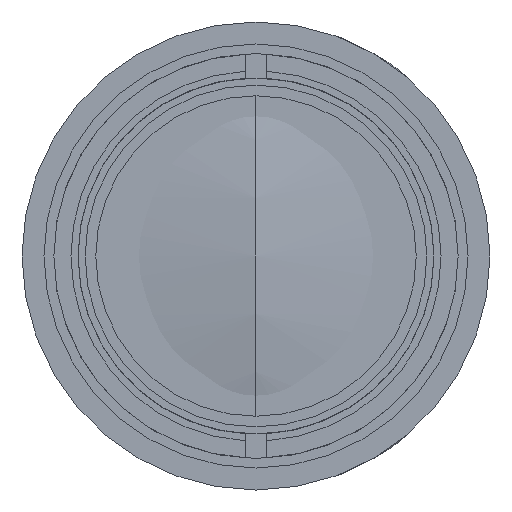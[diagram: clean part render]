
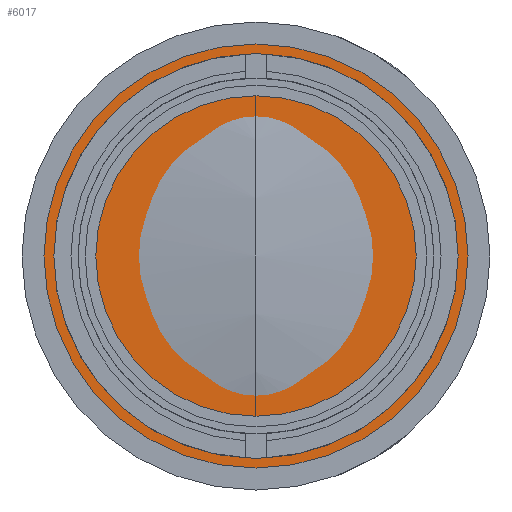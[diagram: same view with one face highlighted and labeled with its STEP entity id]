
A CAD part, left-side view. The second image highlights one B-rep face of the part: STEP entity #6017.
In plain terms, the highlighted planar face has unit normal (-1, 0, 0).
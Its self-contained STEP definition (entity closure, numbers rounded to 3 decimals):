
#569 = EDGE_LOOP ( 'NONE', ( #10143, #18833 ) ) ;
#1086 = CARTESIAN_POINT ( 'NONE',  ( -26.227, 14.95, -48.88 ) ) ;
#5687 = DIRECTION ( 'NONE',  ( 0., 0., 1. ) ) ;
#5927 = FACE_OUTER_BOUND ( 'NONE', #569, .T. ) ;
#6017 = ADVANCED_FACE ( 'NONE', ( #5927 ), #8676, .T. ) ;
#6214 = CARTESIAN_POINT ( 'NONE',  ( -26.227, 0., -48.88 ) ) ;
#6532 = VERTEX_POINT ( 'NONE', #1086 ) ;
#6551 = CARTESIAN_POINT ( 'NONE',  ( -26.227, -14.95, -48.88 ) ) ;
#7705 = CARTESIAN_POINT ( 'NONE',  ( -26.227, 0., -48.88 ) ) ;
#8103 = EDGE_CURVE ( 'NONE', #6532, #10312, #15694, .T. ) ;
#8676 = PLANE ( 'NONE',  #9987 ) ;
#9052 = EDGE_CURVE ( 'NONE', #10312, #6532, #14683, .T. ) ;
#9987 = AXIS2_PLACEMENT_3D ( 'NONE', #13442, #16623, #5687 ) ;
#10143 = ORIENTED_EDGE ( 'NONE', *, *, #8103, .F. ) ;
#10312 = VERTEX_POINT ( 'NONE', #6551 ) ;
#10690 = DIRECTION ( 'NONE',  ( 1., 0., 0. ) ) ;
#11289 = AXIS2_PLACEMENT_3D ( 'NONE', #7705, #10690, #18648 ) ;
#13442 = CARTESIAN_POINT ( 'NONE',  ( -26.227, -15.129, -64.009 ) ) ;
#13900 = DIRECTION ( 'NONE',  ( 1., 0., 0. ) ) ;
#14683 = CIRCLE ( 'NONE', #15578, 14.95 ) ;
#15578 = AXIS2_PLACEMENT_3D ( 'NONE', #6214, #13900, #17290 ) ;
#15694 = CIRCLE ( 'NONE', #11289, 14.95 ) ;
#16623 = DIRECTION ( 'NONE',  ( -1., 0., 0. ) ) ;
#17290 = DIRECTION ( 'NONE',  ( 0., 1., 0. ) ) ;
#18648 = DIRECTION ( 'NONE',  ( 0., 1., 0. ) ) ;
#18833 = ORIENTED_EDGE ( 'NONE', *, *, #9052, .F. ) ;
